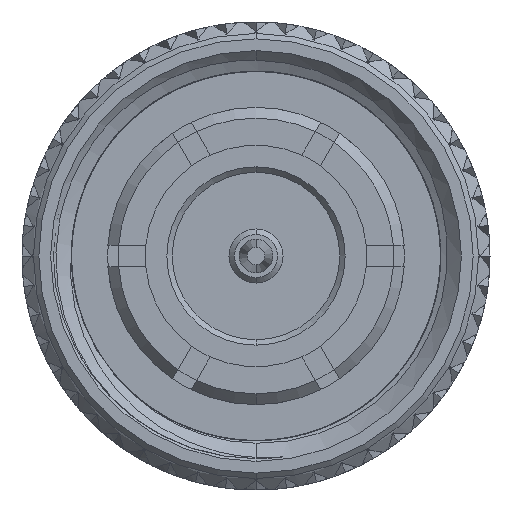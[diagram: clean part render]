
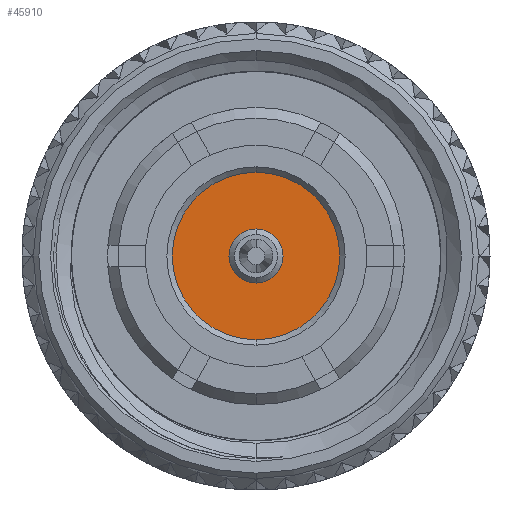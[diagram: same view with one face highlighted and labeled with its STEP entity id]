
A CAD part, left-side view. The second image highlights one B-rep face of the part: STEP entity #45910.
In plain terms, the highlighted planar face has unit normal (-1, 0, 0).
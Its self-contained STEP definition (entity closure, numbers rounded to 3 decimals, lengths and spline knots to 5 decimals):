
#15722 = ORIENTED_EDGE ( 'NONE', *, *, #129300, .F. ) ;
#16113 = VERTEX_POINT ( 'NONE', #23169 ) ;
#23169 = CARTESIAN_POINT ( 'NONE',  ( 0.61, 0., -0.155 ) ) ;
#24141 = CIRCLE ( 'NONE', #174464, 0.155 ) ;
#42816 = ORIENTED_EDGE ( 'NONE', *, *, #205883, .F. ) ;
#43422 = DIRECTION ( 'NONE',  ( 0., 0., 1. ) ) ;
#45910 = ADVANCED_FACE ( 'NONE', ( #81082, #214661 ), #110032, .T. ) ;
#49278 = CARTESIAN_POINT ( 'NONE',  ( 0.61, 0., 0.155 ) ) ;
#50098 = DIRECTION ( 'NONE',  ( -1., 0., 0. ) ) ;
#55155 = DIRECTION ( 'NONE',  ( -1., 0., 0. ) ) ;
#63010 = DIRECTION ( 'NONE',  ( 1., 0., 0. ) ) ;
#63141 = VERTEX_POINT ( 'NONE', #49278 ) ;
#64730 = DIRECTION ( 'NONE',  ( 0., 0., 1. ) ) ;
#80615 = AXIS2_PLACEMENT_3D ( 'NONE', #181920, #50098, #64730 ) ;
#81082 = FACE_OUTER_BOUND ( 'NONE', #109303, .T. ) ;
#82737 = DIRECTION ( 'NONE',  ( 0., 0., 1. ) ) ;
#83089 = EDGE_CURVE ( 'NONE', #63141, #16113, #87812, .T. ) ;
#85908 = ORIENTED_EDGE ( 'NONE', *, *, #83089, .F. ) ;
#87812 = CIRCLE ( 'NONE', #147428, 0.155 ) ;
#89513 = CARTESIAN_POINT ( 'NONE',  ( 0.61, 0., -0.05 ) ) ;
#90716 = CARTESIAN_POINT ( 'NONE',  ( 0.61, 0., 0. ) ) ;
#93946 = CARTESIAN_POINT ( 'NONE',  ( 0.61, 0., 0. ) ) ;
#101714 = VERTEX_POINT ( 'NONE', #89513 ) ;
#104239 = CARTESIAN_POINT ( 'NONE',  ( 0.61, 0., 0. ) ) ;
#105227 = CARTESIAN_POINT ( 'NONE',  ( 0.61, 0., 0.05 ) ) ;
#105378 = DIRECTION ( 'NONE',  ( 1., 0., 0. ) ) ;
#106902 = CIRCLE ( 'NONE', #80615, 0.05 ) ;
#109303 = EDGE_LOOP ( 'NONE', ( #42816, #85908 ) ) ;
#110032 = PLANE ( 'NONE',  #160193 ) ;
#123661 = DIRECTION ( 'NONE',  ( 0., 0., 1. ) ) ;
#129300 = EDGE_CURVE ( 'NONE', #177422, #101714, #106902, .T. ) ;
#137181 = ORIENTED_EDGE ( 'NONE', *, *, #215697, .F. ) ;
#147428 = AXIS2_PLACEMENT_3D ( 'NONE', #214518, #63010, #82737 ) ;
#150295 = EDGE_LOOP ( 'NONE', ( #137181, #15722 ) ) ;
#157639 = DIRECTION ( 'NONE',  ( 0., 0., 1. ) ) ;
#160193 = AXIS2_PLACEMENT_3D ( 'NONE', #93946, #162753, #43422 ) ;
#162753 = DIRECTION ( 'NONE',  ( -1., 0., 0. ) ) ;
#166556 = AXIS2_PLACEMENT_3D ( 'NONE', #104239, #55155, #157639 ) ;
#174464 = AXIS2_PLACEMENT_3D ( 'NONE', #90716, #105378, #123661 ) ;
#177422 = VERTEX_POINT ( 'NONE', #105227 ) ;
#181920 = CARTESIAN_POINT ( 'NONE',  ( 0.61, 0., 0. ) ) ;
#205883 = EDGE_CURVE ( 'NONE', #16113, #63141, #24141, .T. ) ;
#214518 = CARTESIAN_POINT ( 'NONE',  ( 0.61, 0., 0. ) ) ;
#214538 = CIRCLE ( 'NONE', #166556, 0.05 ) ;
#214661 = FACE_BOUND ( 'NONE', #150295, .T. ) ;
#215697 = EDGE_CURVE ( 'NONE', #101714, #177422, #214538, .T. ) ;
